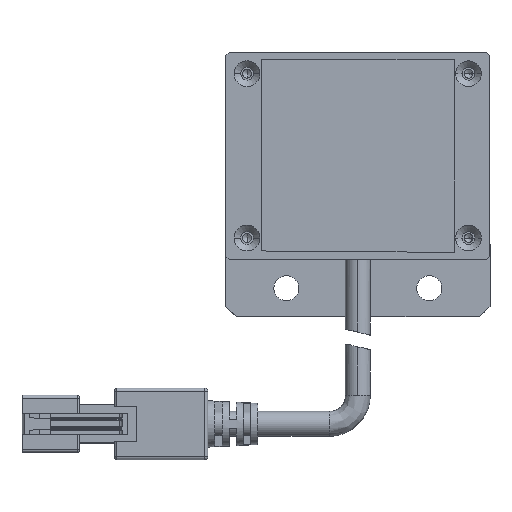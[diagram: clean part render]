
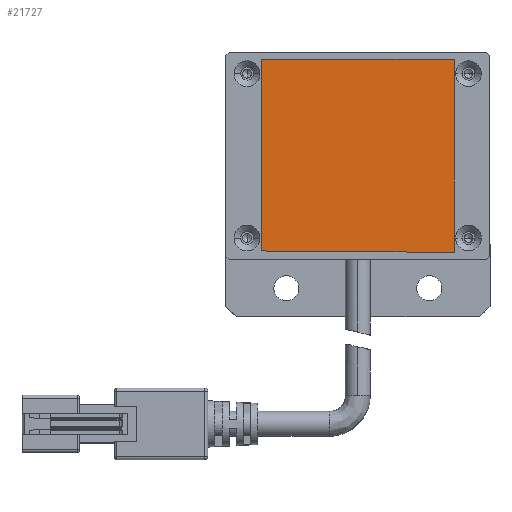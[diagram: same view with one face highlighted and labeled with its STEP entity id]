
A CAD part, top view. The second image highlights one B-rep face of the part: STEP entity #21727.
In plain terms, the highlighted planar face has unit normal (0, 0, 1).
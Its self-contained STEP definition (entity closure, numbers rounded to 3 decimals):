
#776 = CARTESIAN_POINT ( 'NONE',  ( -13.029, 12.946, 13.2 ) ) ;
#1100 = ORIENTED_EDGE ( 'NONE', *, *, #1265, .T. ) ;
#1265 = EDGE_CURVE ( 'NONE', #13982, #12100, #25540, .T. ) ;
#3214 = DIRECTION ( 'NONE',  ( -1., 0., 0. ) ) ;
#3610 = VERTEX_POINT ( 'NONE', #25509 ) ;
#4581 = LINE ( 'NONE', #5320, #14199 ) ;
#4770 = EDGE_CURVE ( 'NONE', #3610, #7414, #4581, .T. ) ;
#5320 = CARTESIAN_POINT ( 'NONE',  ( -13.029, 12.946, 13.2 ) ) ;
#6431 = CARTESIAN_POINT ( 'NONE',  ( 0., 0., 13.2 ) ) ;
#7414 = VERTEX_POINT ( 'NONE', #17880 ) ;
#8309 = CARTESIAN_POINT ( 'NONE',  ( -13.029, -13.861, 13.2 ) ) ;
#8365 = CARTESIAN_POINT ( 'NONE',  ( -13.029, -13.861, 13.2 ) ) ;
#8478 = DIRECTION ( 'NONE',  ( -1., 0., 0. ) ) ;
#8881 = VECTOR ( 'NONE', #13118, 1000. ) ;
#9699 = FACE_OUTER_BOUND ( 'NONE', #22051, .T. ) ;
#9890 = DIRECTION ( 'NONE',  ( 0., 1., 0. ) ) ;
#9982 = VECTOR ( 'NONE', #9890, 1000. ) ;
#10971 = EDGE_CURVE ( 'NONE', #7414, #13982, #19809, .T. ) ;
#10973 = ORIENTED_EDGE ( 'NONE', *, *, #19011, .T. ) ;
#12100 = VERTEX_POINT ( 'NONE', #23702 ) ;
#13118 = DIRECTION ( 'NONE',  ( 0., -1., 0. ) ) ;
#13982 = VERTEX_POINT ( 'NONE', #8309 ) ;
#14199 = VECTOR ( 'NONE', #3214, 1000. ) ;
#14664 = VECTOR ( 'NONE', #24304, 1000. ) ;
#17718 = AXIS2_PLACEMENT_3D ( 'NONE', #6431, #20790, #8478 ) ;
#17880 = CARTESIAN_POINT ( 'NONE',  ( -13.029, 12.946, 13.2 ) ) ;
#18652 = PLANE ( 'NONE',  #17718 ) ;
#19011 = EDGE_CURVE ( 'NONE', #12100, #3610, #25667, .T. ) ;
#19809 = LINE ( 'NONE', #776, #8881 ) ;
#20790 = DIRECTION ( 'NONE',  ( 0., 0., -1. ) ) ;
#21727 = ADVANCED_FACE ( 'NONE', ( #9699 ), #18652, .F. ) ;
#22051 = EDGE_LOOP ( 'NONE', ( #1100, #10973, #25816, #22746 ) ) ;
#22255 = CARTESIAN_POINT ( 'NONE',  ( 13.971, 12.946, 13.2 ) ) ;
#22746 = ORIENTED_EDGE ( 'NONE', *, *, #10971, .T. ) ;
#23702 = CARTESIAN_POINT ( 'NONE',  ( 13.971, -14.054, 13.2 ) ) ;
#24304 = DIRECTION ( 'NONE',  ( 1., -0.007, 0. ) ) ;
#25509 = CARTESIAN_POINT ( 'NONE',  ( 13.971, 12.946, 13.2 ) ) ;
#25540 = LINE ( 'NONE', #8365, #14664 ) ;
#25667 = LINE ( 'NONE', #22255, #9982 ) ;
#25816 = ORIENTED_EDGE ( 'NONE', *, *, #4770, .T. ) ;
